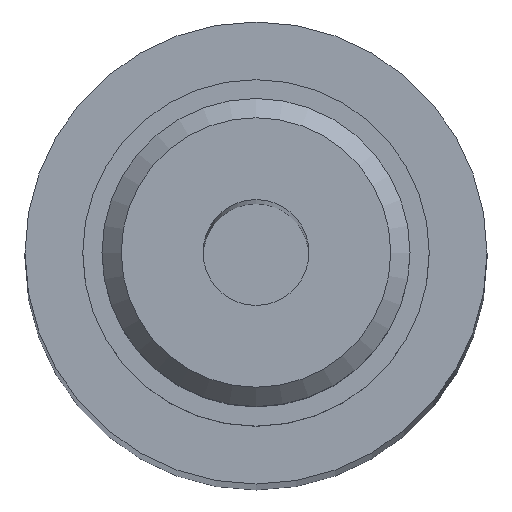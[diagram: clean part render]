
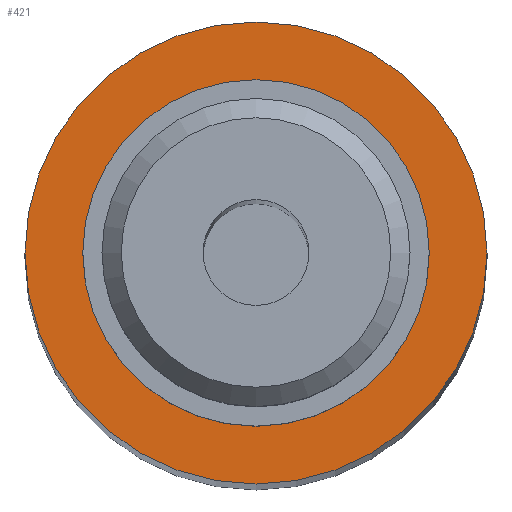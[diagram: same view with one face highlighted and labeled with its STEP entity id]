
A CAD part, top view. The second image highlights one B-rep face of the part: STEP entity #421.
In plain terms, the highlighted planar face has unit normal (0, 0, 1).
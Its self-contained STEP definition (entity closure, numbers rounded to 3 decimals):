
#14=FACE_BOUND('',#77,.T.);
#19=PLANE('',#489);
#51=FACE_OUTER_BOUND('',#76,.T.);
#76=EDGE_LOOP('',(#332));
#77=EDGE_LOOP('',(#333));
#172=CIRCLE('',#481,9.);
#173=CIRCLE('',#483,12.);
#205=VERTEX_POINT('',#710);
#206=VERTEX_POINT('',#714);
#251=EDGE_CURVE('',#205,#205,#172,.T.);
#252=EDGE_CURVE('',#206,#206,#173,.T.);
#332=ORIENTED_EDGE('',*,*,#252,.F.);
#333=ORIENTED_EDGE('',*,*,#251,.T.);
#421=ADVANCED_FACE('',(#51,#14),#19,.T.);
#481=AXIS2_PLACEMENT_3D('',#712,#568,#569);
#483=AXIS2_PLACEMENT_3D('',#715,#572,#573);
#489=AXIS2_PLACEMENT_3D('',#735,#589,#590);
#568=DIRECTION('center_axis',(0.,0.,-1.));
#569=DIRECTION('ref_axis',(1.,0.,0.));
#572=DIRECTION('center_axis',(0.,0.,-1.));
#573=DIRECTION('ref_axis',(1.,0.,0.));
#589=DIRECTION('center_axis',(0.,0.,1.));
#590=DIRECTION('ref_axis',(1.,0.,0.));
#710=CARTESIAN_POINT('',(0.,-9.,193.));
#712=CARTESIAN_POINT('Origin',(0.,0.,193.));
#714=CARTESIAN_POINT('',(0.,-12.,193.));
#715=CARTESIAN_POINT('Origin',(0.,0.,193.));
#735=CARTESIAN_POINT('Origin',(0.,12.,193.));
